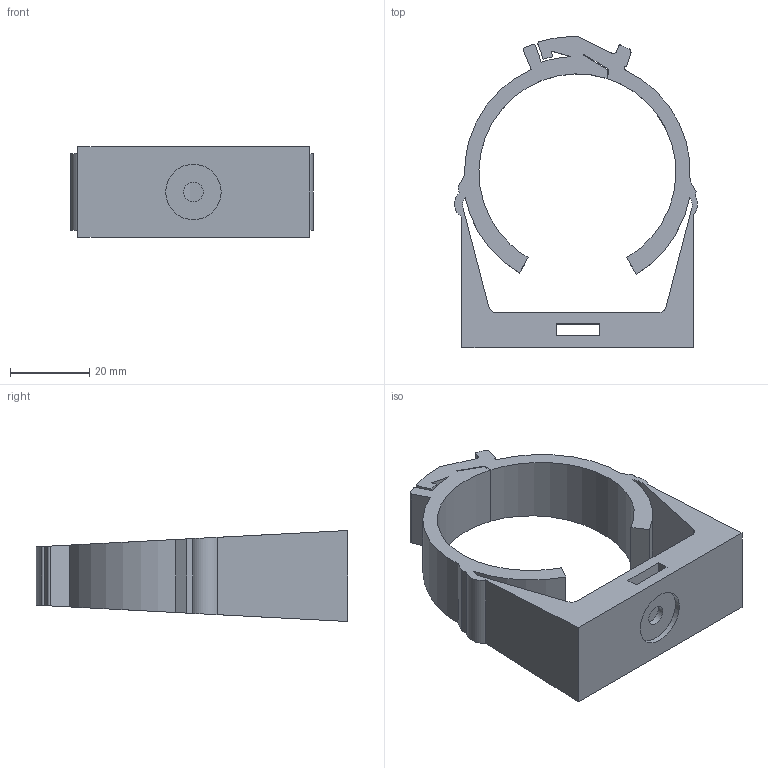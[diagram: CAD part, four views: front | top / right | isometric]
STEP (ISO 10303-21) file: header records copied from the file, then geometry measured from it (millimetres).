
FILE_DESCRIPTION((''),'2;1');
FILE_NAME('290_2010_Halteschelle_D50.stp','2017-03-16T15:59:01',('pascalzweiacker'),(''),'Autodesk Inventor 2012','Autodesk Inventor 2012','');
FILE_SCHEMA(('AUTOMOTIVE_DESIGN { 1 0 10303 214 1 1 1 1 }'));
Length unit declared in the file: millimetre
Products named in the file (1): 290_2010_Halteschelle_D50
Bounding box: 61.38 x 78.7 x 23 mm (x, y, z)
Volume: 27161.7 mm3; surface area: 14770.7 mm2
Topology: 1 solids, 1 shells, 61 faces, 174 edges, 116 vertices
Faces by surface type: cylinder 31, plane 30
Full cylindrical faces by diameter (mm): 5 x2, 14 x1
Entity records: 2037 total; most frequent: DIRECTION 357, CARTESIAN_POINT 349, ORIENTED_EDGE 342, EDGE_CURVE 171, AXIS2_PLACEMENT_3D 124, VERTEX_POINT 116, VECTOR 109, LINE 109
